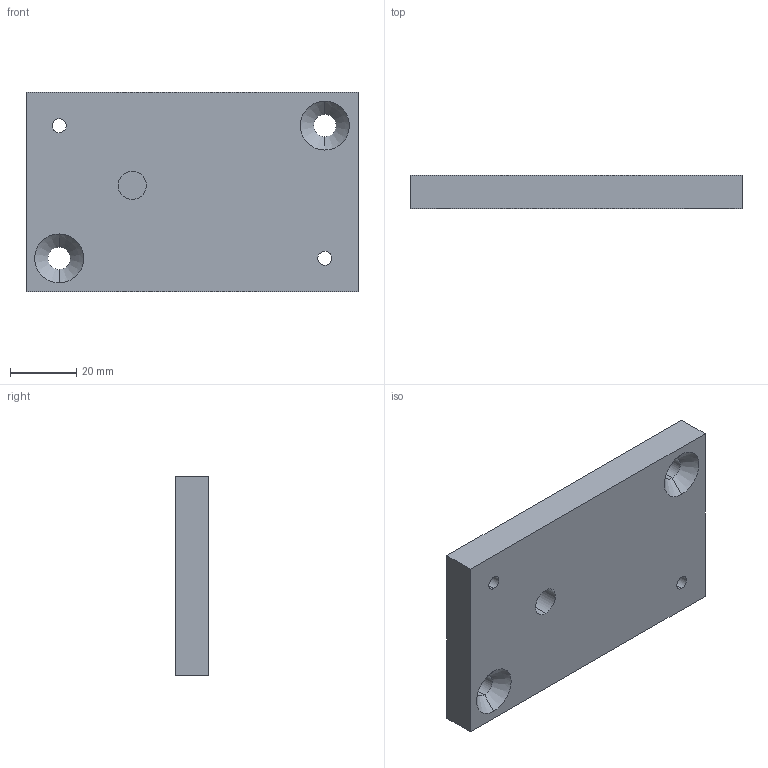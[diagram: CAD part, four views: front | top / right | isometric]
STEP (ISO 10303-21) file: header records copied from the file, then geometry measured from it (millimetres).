
FILE_DESCRIPTION (( 'STEP AP214' ), '1' );
FILE_NAME ('ARL-ST02-02-A-SEMELLE.STEP', '2023-01-26T10:04:16', ( 'T' ), ( 'F' ), 'SwSTEP 2.0', 'SolidWorks 2001340', '' );
FILE_SCHEMA (( 'AUTOMOTIVE_DESIGN' ));
Length unit declared in the file: millimetre
Products named in the file (1): ARL-ST02-02-A-SEMELLE
Bounding box: 100 x 10 x 60 mm (x, y, z)
Volume: 58136.7 mm3; surface area: 15818.6 mm2
Topology: 1 solids, 1 shells, 21 faces, 50 edges, 32 vertices
Faces by surface type: cylinder 10, plane 7, cone 4
Entity records: 721 total; most frequent: DIRECTION 118, CARTESIAN_POINT 104, ORIENTED_EDGE 100, EDGE_CURVE 50, AXIS2_PLACEMENT_3D 46, VERTEX_POINT 32, EDGE_LOOP 30, LINE 26
